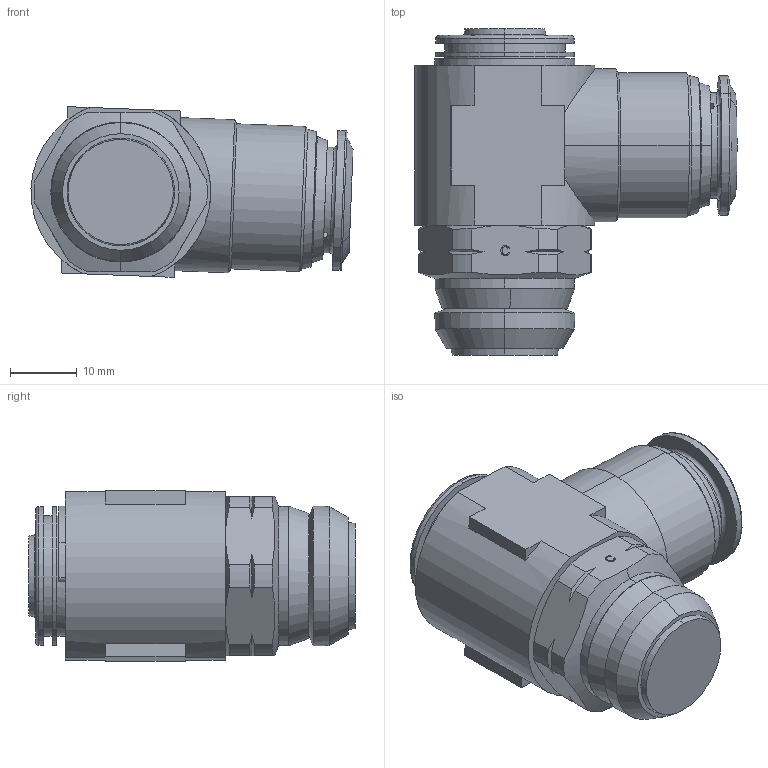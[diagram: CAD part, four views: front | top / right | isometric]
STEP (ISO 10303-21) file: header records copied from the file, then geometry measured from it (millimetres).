
FILE_DESCRIPTION (( 'STEP AP214' ), '1' );
FILE_NAME ('5790100015A.step', '2012-10-22T17:39:27', ( '' ), ( '' ), 'SwSTEP 2.0', 'SolidWorks 2012', '' );
FILE_SCHEMA (( 'AUTOMOTIVE_DESIGN' ));
Length unit declared in the file: millimetre
Products named in the file (1): 5790100015A
Bounding box: 48.36 x 49 x 25.64 mm (x, y, z)
Volume: 30317.4 mm3; surface area: 7075.8 mm2
Topology: 1 solids, 1 shells, 160 faces, 403 edges, 258 vertices
Faces by surface type: plane 55, cone 44, cylinder 43, torus 10, bspline 8
Entity records: 6455 total; most frequent: CARTESIAN_POINT 1741, DIRECTION 817, ORIENTED_EDGE 806, EDGE_CURVE 403, AXIS2_PLACEMENT_3D 323, VERTEX_POINT 258, EDGE_LOOP 175, LINE 171
